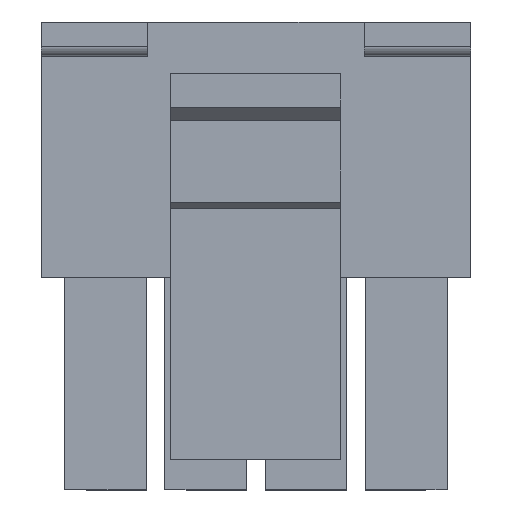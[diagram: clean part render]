
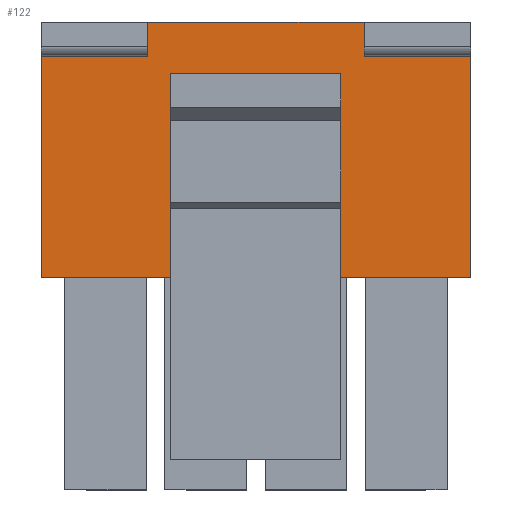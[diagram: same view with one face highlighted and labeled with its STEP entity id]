
A CAD part, top view. The second image highlights one B-rep face of the part: STEP entity #122.
In plain terms, the highlighted planar face has unit normal (0, 0, 1).
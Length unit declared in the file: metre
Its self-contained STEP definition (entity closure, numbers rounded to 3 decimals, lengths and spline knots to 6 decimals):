
#122 = ADVANCED_FACE( '', ( #314, #315 ), #316, .T. );
#314 = FACE_OUTER_BOUND( '', #543, .T. );
#315 = FACE_BOUND( '', #544, .T. );
#316 = PLANE( '', #545 );
#543 = EDGE_LOOP( '', ( #1253, #1254, #1255, #1256, #1257, #1258, #1259, #1260 ) );
#544 = EDGE_LOOP( '', ( #1261, #1262, #1263, #1264 ) );
#545 = AXIS2_PLACEMENT_3D( '', #1265, #1266, #1267 );
#1253 = ORIENTED_EDGE( '', *, *, #1553, .T. );
#1254 = ORIENTED_EDGE( '', *, *, #1759, .T. );
#1255 = ORIENTED_EDGE( '', *, *, #1779, .F. );
#1256 = ORIENTED_EDGE( '', *, *, #1809, .F. );
#1257 = ORIENTED_EDGE( '', *, *, #1810, .F. );
#1258 = ORIENTED_EDGE( '', *, *, #1563, .F. );
#1259 = ORIENTED_EDGE( '', *, *, #1805, .F. );
#1260 = ORIENTED_EDGE( '', *, *, #1811, .F. );
#1261 = ORIENTED_EDGE( '', *, *, #1812, .T. );
#1262 = ORIENTED_EDGE( '', *, *, #1585, .T. );
#1263 = ORIENTED_EDGE( '', *, *, #1683, .F. );
#1264 = ORIENTED_EDGE( '', *, *, #1704, .F. );
#1265 = CARTESIAN_POINT( '', ( -0.00642, 0.00365, 0.00195 ) );
#1266 = DIRECTION( '', ( 0., 0., 1. ) );
#1267 = DIRECTION( '', ( 1., 0., 0. ) );
#1553 = EDGE_CURVE( '', #1862, #1860, #1863, .T. );
#1563 = EDGE_CURVE( '', #1879, #1872, #1881, .T. );
#1585 = EDGE_CURVE( '', #1924, #1922, #1925, .T. );
#1683 = EDGE_CURVE( '', #2103, #1922, #2105, .T. );
#1704 = EDGE_CURVE( '', #2139, #2103, #2141, .T. );
#1759 = EDGE_CURVE( '', #1860, #2226, #2229, .T. );
#1779 = EDGE_CURVE( '', #2253, #2226, #2255, .T. );
#1805 = EDGE_CURVE( '', #2293, #1879, #2295, .T. );
#1809 = EDGE_CURVE( '', #2299, #2253, #2300, .T. );
#1810 = EDGE_CURVE( '', #1872, #2299, #2301, .T. );
#1811 = EDGE_CURVE( '', #1862, #2293, #2302, .T. );
#1812 = EDGE_CURVE( '', #2139, #1924, #2303, .T. );
#1860 = VERTEX_POINT( '', #2365 );
#1862 = VERTEX_POINT( '', #2368 );
#1863 = LINE( '', #2369, #2370 );
#1872 = VERTEX_POINT( '', #2382 );
#1879 = VERTEX_POINT( '', #2393 );
#1881 = LINE( '', #2396, #2397 );
#1922 = VERTEX_POINT( '', #2457 );
#1924 = VERTEX_POINT( '', #2459 );
#1925 = LINE( '', #2460, #2461 );
#2103 = VERTEX_POINT( '', #2733 );
#2105 = LINE( '', #2735, #2736 );
#2139 = VERTEX_POINT( '', #2787 );
#2141 = LINE( '', #2790, #2791 );
#2226 = VERTEX_POINT( '', #2929 );
#2229 = LINE( '', #2933, #2934 );
#2253 = VERTEX_POINT( '', #2975 );
#2255 = LINE( '', #2978, #2979 );
#2293 = VERTEX_POINT( '', #3040 );
#2295 = LINE( '', #3043, #3044 );
#2299 = VERTEX_POINT( '', #3051 );
#2300 = LINE( '', #3052, #3053 );
#2301 = LINE( '', #3054, #3055 );
#2302 = LINE( '', #3056, #3057 );
#2303 = LINE( '', #3058, #3059 );
#2365 = CARTESIAN_POINT( '', ( -0.00642, -0.004, 0.00195 ) );
#2368 = CARTESIAN_POINT( '', ( -0.00642, 0.00263, 0.00195 ) );
#2369 = CARTESIAN_POINT( '', ( -0.00642, 0.00263, 0.00195 ) );
#2370 = VECTOR( '', #3129, 1. );
#2382 = CARTESIAN_POINT( '', ( 0.003245, 0.00365, 0.00195 ) );
#2393 = CARTESIAN_POINT( '', ( -0.003245, 0.00365, 0.00195 ) );
#2396 = CARTESIAN_POINT( '', ( -0.003245, 0.00365, 0.00195 ) );
#2397 = VECTOR( '', #3141, 1. );
#2457 = CARTESIAN_POINT( '', ( 0.002545, -0.00338, 0.00195 ) );
#2459 = CARTESIAN_POINT( '', ( 0.002545, -0.002, 0.00195 ) );
#2460 = CARTESIAN_POINT( '', ( 0.002545, -0.002, 0.00195 ) );
#2461 = VECTOR( '', #3167, 1. );
#2733 = CARTESIAN_POINT( '', ( -0.002545, -0.00338, 0.00195 ) );
#2735 = CARTESIAN_POINT( '', ( -0.002545, -0.00338, 0.00195 ) );
#2736 = VECTOR( '', #3271, 1. );
#2787 = CARTESIAN_POINT( '', ( -0.002545, -0.002, 0.00195 ) );
#2790 = CARTESIAN_POINT( '', ( -0.002545, -0.002, 0.00195 ) );
#2791 = VECTOR( '', #3296, 1. );
#2929 = CARTESIAN_POINT( '', ( 0.00643, -0.004, 0.00195 ) );
#2933 = CARTESIAN_POINT( '', ( -0.00642, -0.004, 0.00195 ) );
#2934 = VECTOR( '', #3351, 1. );
#2975 = CARTESIAN_POINT( '', ( 0.00643, 0.00263, 0.00195 ) );
#2978 = CARTESIAN_POINT( '', ( 0.00643, 0.00263, 0.00195 ) );
#2979 = VECTOR( '', #3373, 1. );
#3040 = CARTESIAN_POINT( '', ( -0.003245, 0.00263, 0.00195 ) );
#3043 = CARTESIAN_POINT( '', ( -0.003245, 0.00263, 0.00195 ) );
#3044 = VECTOR( '', #3401, 1. );
#3051 = CARTESIAN_POINT( '', ( 0.003245, 0.00263, 0.00195 ) );
#3052 = CARTESIAN_POINT( '', ( 0.003245, 0.00263, 0.00195 ) );
#3053 = VECTOR( '', #3405, 1. );
#3054 = CARTESIAN_POINT( '', ( 0.003245, 0.00365, 0.00195 ) );
#3055 = VECTOR( '', #3406, 1. );
#3056 = CARTESIAN_POINT( '', ( -0.00642, 0.00263, 0.00195 ) );
#3057 = VECTOR( '', #3407, 1. );
#3058 = CARTESIAN_POINT( '', ( -0.002545, -0.002, 0.00195 ) );
#3059 = VECTOR( '', #3408, 1. );
#3129 = DIRECTION( '', ( 0., -1., 0. ) );
#3141 = DIRECTION( '', ( 1., 0., 0. ) );
#3167 = DIRECTION( '', ( 0., -1., 0. ) );
#3271 = DIRECTION( '', ( 1., 0., 0. ) );
#3296 = DIRECTION( '', ( 0., -1., 0. ) );
#3351 = DIRECTION( '', ( 1., 0., 0. ) );
#3373 = DIRECTION( '', ( 0., -1., 0. ) );
#3401 = DIRECTION( '', ( 0., 1., 0. ) );
#3405 = DIRECTION( '', ( 1., 0., 0. ) );
#3406 = DIRECTION( '', ( 0., -1., 0. ) );
#3407 = DIRECTION( '', ( 1., 0., 0. ) );
#3408 = DIRECTION( '', ( 1., 0., 0. ) );
